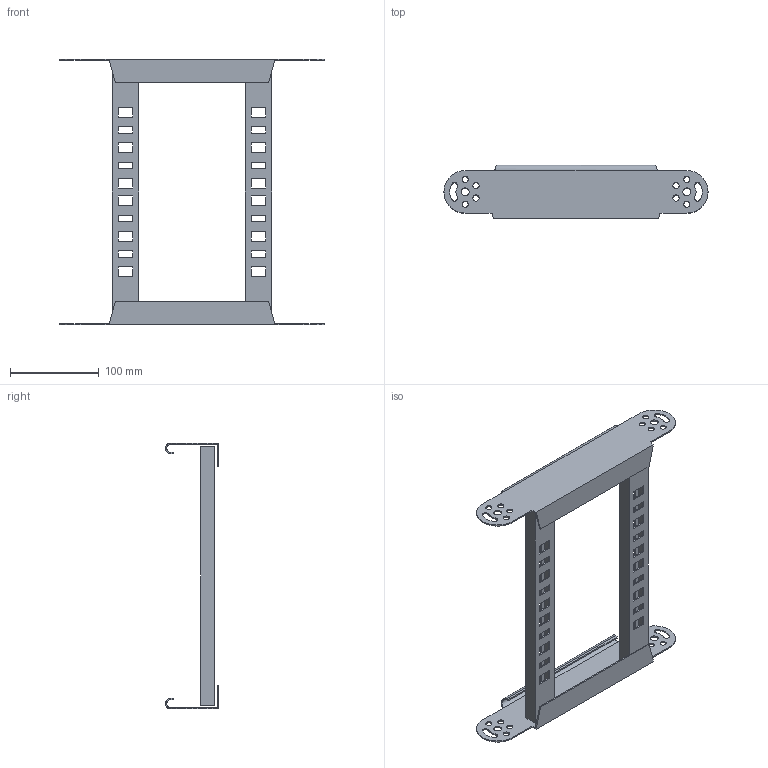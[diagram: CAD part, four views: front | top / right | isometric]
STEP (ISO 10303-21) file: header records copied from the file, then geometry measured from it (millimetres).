
FILE_DESCRIPTION (( 'STEP AP214' ), '1' );
FILE_NAME ('6225472.stp', '2017-03-24T10:12:00', ( '' ), ( '' ), 'SwSTEP 2.0', 'SolidWorks 2016', '' );
FILE_SCHEMA (( 'AUTOMOTIVE_DESIGN' ));
Length unit declared in the file: millimetre
Products named in the file (3): 079986_L=0292; 086523_Standard; 6225472
Assembly tree (4 placements, depth 2):
  6225472
    086523_Standard  x2
    079986_L=0292  x2
Bounding box: 298 x 60 x 300 mm (x, y, z)
Volume: 120868.1 mm3; surface area: 168059.4 mm2
Topology: 4 solids, 4 shells, 226 faces, 638 edges, 420 vertices
Faces by surface type: plane 144, cylinder 74, bspline 8
Entity records: 5473 total; most frequent: CARTESIAN_POINT 1064, ORIENTED_EDGE 638, DIRECTION 608, EDGE_CURVE 319, LINE 236, VECTOR 236, VERTEX_POINT 210, AXIS2_PLACEMENT_3D 186
